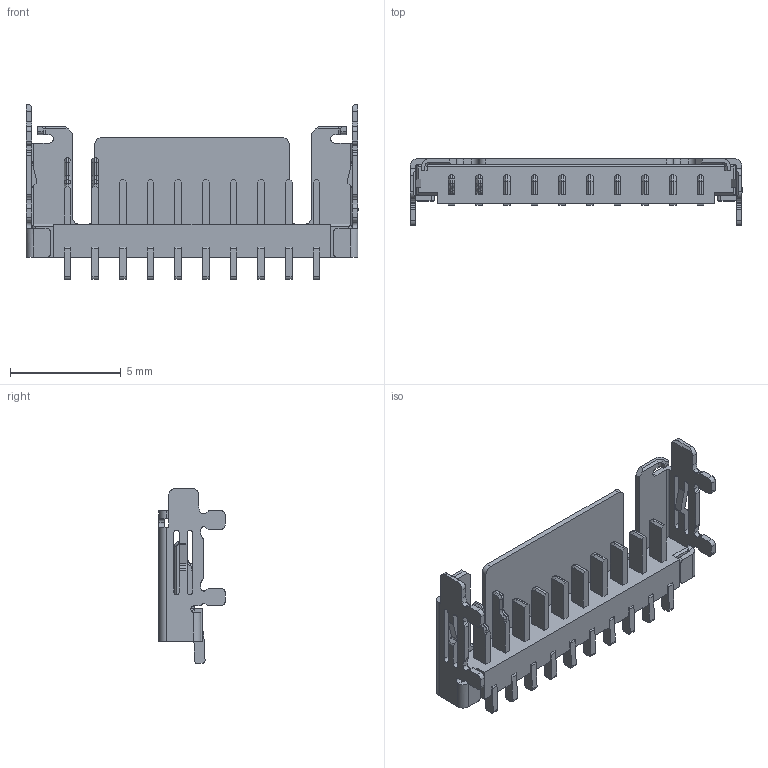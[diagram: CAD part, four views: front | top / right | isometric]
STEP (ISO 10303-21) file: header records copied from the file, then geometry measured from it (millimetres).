
FILE_DESCRIPTION(('CoCreate Modeling STEP Export'),'2;1');
FILE_NAME('WB125SH-10XXX.stp','2021-10-04T 9:10:05',(''),(''),'CoCreate Modeling STEP processor for AP214 (Solid Model)','CoCreate Modeling 16.00 13-May-2008 (C) Parametric Technology GmbH','');
FILE_SCHEMA(('AUTOMOTIVE_DESIGN { 1 0 10303 214 1 1 1 1 }'));
Length unit declared in the file: millimetre
Products named in the file (3): WB125SH-H010X; WB125SH-10; WB125SH-10XXX
Assembly tree (2 placements, depth 2):
  WB125SH-10XXX
    WB125SH-10
    WB125SH-H010X
Bounding box: 15 x 3 x 7.9 mm (x, y, z)
Volume: 67.7 mm3; surface area: 346.9 mm2
Topology: 1 solids, 1 shells, 453 faces, 1335 edges, 954 vertices
Faces by surface type: plane 265, cylinder 154, cone 34
Entity records: 14858 total; most frequent: CARTESIAN_POINT 2701, ORIENTED_EDGE 2542, DIRECTION 2519, EDGE_CURVE 1271, VECTOR 955, LINE 955, VERTEX_POINT 826, AXIS2_PLACEMENT_3D 782
